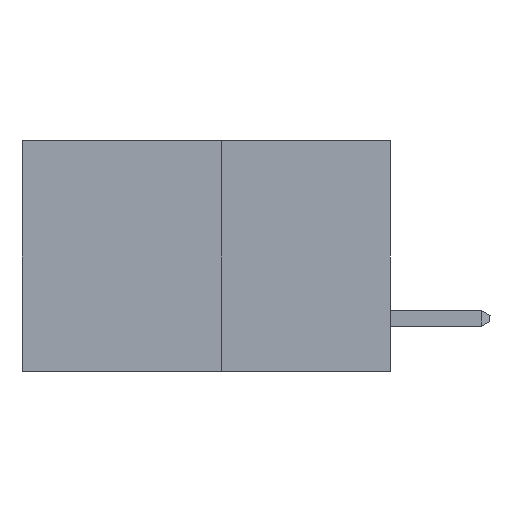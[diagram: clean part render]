
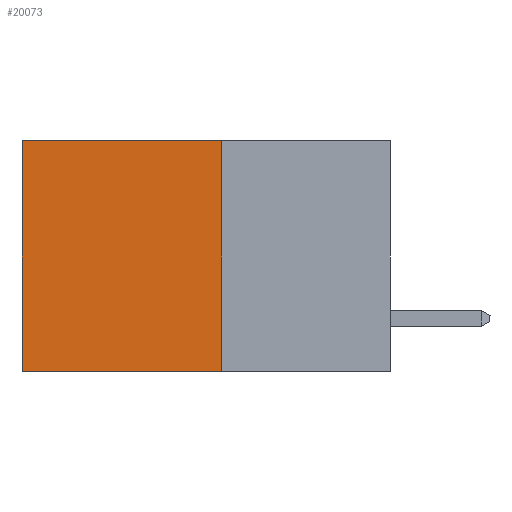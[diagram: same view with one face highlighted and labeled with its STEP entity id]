
A CAD part, left-side view. The second image highlights one B-rep face of the part: STEP entity #20073.
In plain terms, the highlighted planar face has unit normal (-1, 0, 0).
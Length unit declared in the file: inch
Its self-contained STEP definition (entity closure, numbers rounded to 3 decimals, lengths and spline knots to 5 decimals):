
#41 = VECTOR ( 'NONE', #10656, 39.37008 ) ;
#493 = VECTOR ( 'NONE', #3530, 39.37008 ) ;
#1366 = PLANE ( 'NONE',  #29602 ) ;
#1791 = ORIENTED_EDGE ( 'NONE', *, *, #10198, .F. ) ;
#2466 = VERTEX_POINT ( 'NONE', #14206 ) ;
#2625 = VECTOR ( 'NONE', #7841, 39.37008 ) ;
#3116 = VERTEX_POINT ( 'NONE', #6545 ) ;
#3530 = DIRECTION ( 'NONE',  ( 0., 0., -1. ) ) ;
#3639 = CARTESIAN_POINT ( 'NONE',  ( 0.277, 0.59, -0.37 ) ) ;
#4336 = EDGE_CURVE ( 'NONE', #3116, #32626, #22206, .T. ) ;
#6051 = VERTEX_POINT ( 'NONE', #21365 ) ;
#6461 = DIRECTION ( 'NONE',  ( 1., 0., 0. ) ) ;
#6545 = CARTESIAN_POINT ( 'NONE',  ( 0.277, 0.27, -0.37 ) ) ;
#6905 = LINE ( 'NONE', #25380, #12981 ) ;
#7279 = CARTESIAN_POINT ( 'NONE',  ( 0.277, 0.27, -0.37 ) ) ;
#7841 = DIRECTION ( 'NONE',  ( 0., 1., 0. ) ) ;
#8402 = LINE ( 'NONE', #23335, #41 ) ;
#8885 = LINE ( 'NONE', #3639, #493 ) ;
#8950 = CARTESIAN_POINT ( 'NONE',  ( 0.277, 0.27, -0.37 ) ) ;
#10198 = EDGE_CURVE ( 'NONE', #6051, #3116, #6905, .T. ) ;
#10656 = DIRECTION ( 'NONE',  ( 0., 1., 0. ) ) ;
#12981 = VECTOR ( 'NONE', #26680, 39.37008 ) ;
#13779 = ORIENTED_EDGE ( 'NONE', *, *, #30839, .T. ) ;
#14206 = CARTESIAN_POINT ( 'NONE',  ( 0.277, 0.59, 0. ) ) ;
#20073 = ADVANCED_FACE ( 'NONE', ( #27073 ), #1366, .F. ) ;
#21365 = CARTESIAN_POINT ( 'NONE',  ( 0.277, 0.27, 0. ) ) ;
#22206 = LINE ( 'NONE', #7279, #2625 ) ;
#22606 = CARTESIAN_POINT ( 'NONE',  ( 0.277, 0.59, -0.37 ) ) ;
#23335 = CARTESIAN_POINT ( 'NONE',  ( 0.277, 0.27, 0. ) ) ;
#24320 = DIRECTION ( 'NONE',  ( 0., 0., -1. ) ) ;
#24573 = ORIENTED_EDGE ( 'NONE', *, *, #29854, .T. ) ;
#25024 = ORIENTED_EDGE ( 'NONE', *, *, #4336, .F. ) ;
#25380 = CARTESIAN_POINT ( 'NONE',  ( 0.277, 0.27, -0.37 ) ) ;
#26680 = DIRECTION ( 'NONE',  ( 0., 0., -1. ) ) ;
#27073 = FACE_OUTER_BOUND ( 'NONE', #29689, .T. ) ;
#29602 = AXIS2_PLACEMENT_3D ( 'NONE', #8950, #6461, #24320 ) ;
#29689 = EDGE_LOOP ( 'NONE', ( #24573, #25024, #1791, #13779 ) ) ;
#29854 = EDGE_CURVE ( 'NONE', #2466, #32626, #8885, .T. ) ;
#30839 = EDGE_CURVE ( 'NONE', #6051, #2466, #8402, .T. ) ;
#32626 = VERTEX_POINT ( 'NONE', #22606 ) ;
